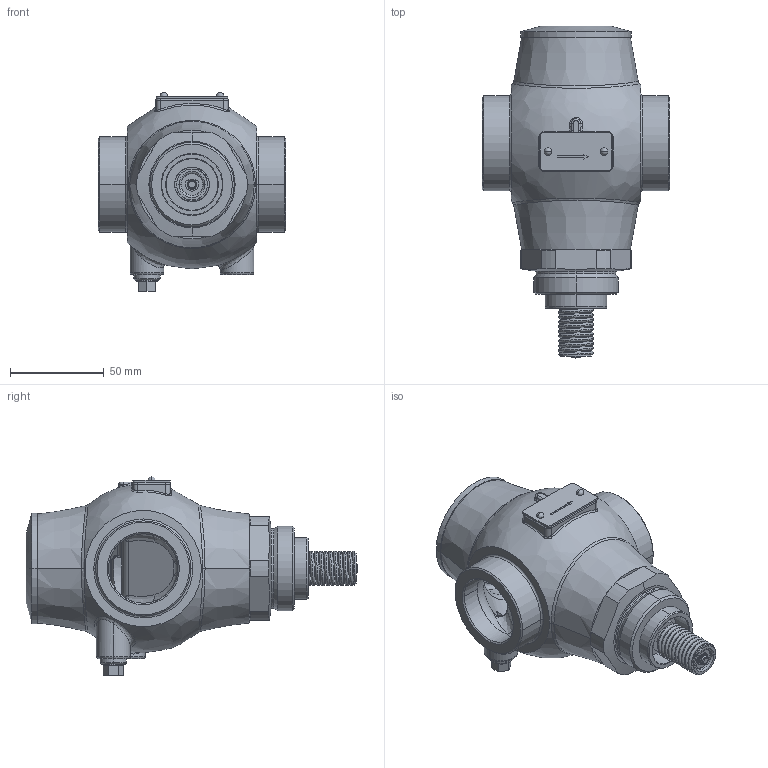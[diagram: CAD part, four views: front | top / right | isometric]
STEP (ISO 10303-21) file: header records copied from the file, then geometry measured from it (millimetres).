
FILE_DESCRIPTION((''),'2;1');
FILE_NAME('065B0777','2012-03-28T',('U258099'),('Danfoss'),'PRO/ENGINEER BY PARAMETRIC TECHNOLOGY CORPORATION, 2010370','PRO/ENGINEER BY PARAMETRIC TECHNOLOGY CORPORATION, 2010370','');
FILE_SCHEMA(('CONFIG_CONTROL_DESIGN'));
Length unit declared in the file: millimetre
Products named in the file (1): 065B0777
Bounding box: 100 x 177 x 106 mm (x, y, z)
Volume: 388693 mm3; surface area: 88025.1 mm2
Topology: 1 solids, 1 shells, 580 faces, 1326 edges, 777 vertices
Faces by surface type: cylinder 176, plane 139, bspline 100, torus 83, cone 75, sphere 7
Entity records: 27237 total; most frequent: CARTESIAN_POINT 14616, DIRECTION 2667, ORIENTED_EDGE 2632, EDGE_CURVE 1316, AXIS2_PLACEMENT_3D 1143, VERTEX_POINT 777, CIRCLE 663, EDGE_LOOP 637
